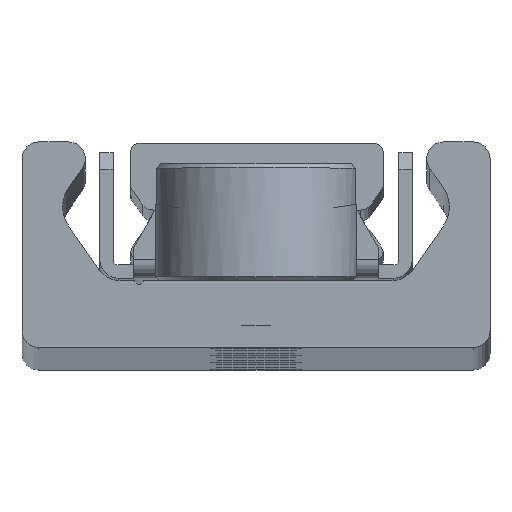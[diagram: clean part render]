
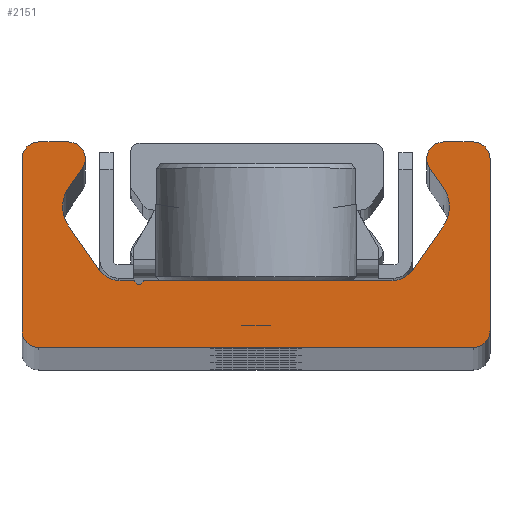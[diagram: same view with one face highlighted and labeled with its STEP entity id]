
A CAD part, top view. The second image highlights one B-rep face of the part: STEP entity #2151.
In plain terms, the highlighted planar face has unit normal (0, 0, 1).
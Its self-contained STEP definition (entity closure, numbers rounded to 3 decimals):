
#1251=CARTESIAN_POINT('',(-13.0,0.0,770.0));
#1252=VERTEX_POINT('',#1251);
#1253=CARTESIAN_POINT('',(-14.,1.0,770.0));
#1254=VERTEX_POINT('',#1253);
#1255=CARTESIAN_POINT('',(-13.0,1.0,770.0));
#1256=DIRECTION('',(0.0,0.0,-1.0));
#1257=DIRECTION('',(-1.0,0.0,0.0));
#1258=AXIS2_PLACEMENT_3D('',#1255,#1256,#1257);
#1259=CIRCLE('',#1258,1.0);
#1260=EDGE_CURVE('',#1252,#1254,#1259,.T.);
#1293=CARTESIAN_POINT('',(-14.,11.3,770.0));
#1294=VERTEX_POINT('',#1293);
#1295=CARTESIAN_POINT('',(-14.,1.0,770.0));
#1296=DIRECTION('',(0.0,1.0,0.0));
#1297=VECTOR('',#1296,10.3);
#1298=LINE('',#1295,#1297);
#1299=EDGE_CURVE('',#1254,#1294,#1298,.T.);
#1324=CARTESIAN_POINT('',(-13.0,12.3,770.0));
#1325=VERTEX_POINT('',#1324);
#1326=CARTESIAN_POINT('',(-13.0,11.3,770.0));
#1327=DIRECTION('',(0.0,0.0,-1.0));
#1328=DIRECTION('',(0.0,1.0,0.0));
#1329=AXIS2_PLACEMENT_3D('',#1326,#1327,#1328);
#1330=CIRCLE('',#1329,1.0);
#1331=EDGE_CURVE('',#1294,#1325,#1330,.T.);
#1357=CARTESIAN_POINT('',(-11.214,12.3,770.0));
#1358=VERTEX_POINT('',#1357);
#1359=CARTESIAN_POINT('',(-13.0,12.3,770.0));
#1360=DIRECTION('',(1.0,0.0,0.0));
#1361=VECTOR('',#1360,1.786);
#1362=LINE('',#1359,#1361);
#1363=EDGE_CURVE('',#1325,#1358,#1362,.T.);
#1388=CARTESIAN_POINT('',(-10.395,10.726,770.0));
#1389=VERTEX_POINT('',#1388);
#1390=CARTESIAN_POINT('',(-11.214,11.3,770.0));
#1391=DIRECTION('',(0.0,0.0,-1.0));
#1392=DIRECTION('',(0.819,-0.574,0.0));
#1393=AXIS2_PLACEMENT_3D('',#1390,#1391,#1392);
#1394=CIRCLE('',#1393,1.0);
#1395=EDGE_CURVE('',#1358,#1389,#1394,.T.);
#1421=CARTESIAN_POINT('',(-11.206,9.567,770.0));
#1422=VERTEX_POINT('',#1421);
#1423=CARTESIAN_POINT('',(-10.395,10.726,770.0));
#1424=DIRECTION('',(-0.574,-0.819,0.0));
#1425=VECTOR('',#1424,1.415);
#1426=LINE('',#1423,#1425);
#1427=EDGE_CURVE('',#1389,#1422,#1426,.T.);
#1452=CARTESIAN_POINT('',(-11.206,7.273,770.0));
#1453=VERTEX_POINT('',#1452);
#1454=CARTESIAN_POINT('',(-9.568,8.42,770.0));
#1455=DIRECTION('',(0.0,0.0,1.0));
#1456=DIRECTION('',(0.819,-0.574,0.0));
#1457=AXIS2_PLACEMENT_3D('',#1454,#1455,#1456);
#1458=CIRCLE('',#1457,2.0);
#1459=EDGE_CURVE('',#1422,#1453,#1458,.T.);
#1485=CARTESIAN_POINT('',(-9.363,4.64,770.0));
#1486=VERTEX_POINT('',#1485);
#1487=CARTESIAN_POINT('',(-11.206,7.273,770.0));
#1488=DIRECTION('',(0.574,-0.819,0.0));
#1489=VECTOR('',#1488,3.215);
#1490=LINE('',#1487,#1489);
#1491=EDGE_CURVE('',#1453,#1486,#1490,.T.);
#1516=CARTESIAN_POINT('',(-8.134,4.0,770.0));
#1517=VERTEX_POINT('',#1516);
#1518=CARTESIAN_POINT('',(-8.134,5.5,770.0));
#1519=DIRECTION('',(0.0,0.0,1.0));
#1520=DIRECTION('',(0.819,0.574,0.0));
#1521=AXIS2_PLACEMENT_3D('',#1518,#1519,#1520);
#1522=CIRCLE('',#1521,1.5);
#1523=EDGE_CURVE('',#1486,#1517,#1522,.T.);
#1549=CARTESIAN_POINT('',(-7.335,4.,770.0));
#1550=VERTEX_POINT('',#1549);
#1551=CARTESIAN_POINT('',(-8.134,4.0,770.0));
#1552=DIRECTION('',(1.0,0.0,0.0));
#1553=VECTOR('',#1552,0.798);
#1554=LINE('',#1551,#1553);
#1555=EDGE_CURVE('',#1517,#1550,#1554,.T.);
#1580=CARTESIAN_POINT('',(-7.24,3.929,770.0));
#1581=VERTEX_POINT('',#1580);
#1582=CARTESIAN_POINT('',(-7.335,3.9,770.0));
#1583=DIRECTION('',(0.0,0.0,-1.));
#1584=DIRECTION('',(0.958,0.286,0.0));
#1585=AXIS2_PLACEMENT_3D('',#1582,#1583,#1584);
#1586=CIRCLE('',#1585,0.1);
#1587=EDGE_CURVE('',#1550,#1581,#1586,.T.);
#1613=CARTESIAN_POINT('',(-6.76,3.929,770.0));
#1614=VERTEX_POINT('',#1613);
#1615=CARTESIAN_POINT('',(-7.,4.0,770.0));
#1616=DIRECTION('',(0.0,0.0,1.));
#1617=DIRECTION('',(0.958,0.286,0.0));
#1618=AXIS2_PLACEMENT_3D('',#1615,#1616,#1617);
#1619=CIRCLE('',#1618,0.25);
#1620=EDGE_CURVE('',#1581,#1614,#1619,.T.);
#1646=CARTESIAN_POINT('',(-6.665,4.,770.0));
#1647=VERTEX_POINT('',#1646);
#1648=CARTESIAN_POINT('',(-6.665,3.9,770.0));
#1649=DIRECTION('',(0.0,0.0,-1.0));
#1650=DIRECTION('',(0.0,1.0,0.0));
#1651=AXIS2_PLACEMENT_3D('',#1648,#1649,#1650);
#1652=CIRCLE('',#1651,0.1);
#1653=EDGE_CURVE('',#1614,#1647,#1652,.T.);
#1679=CARTESIAN_POINT('',(8.134,4.,770.0));
#1680=VERTEX_POINT('',#1679);
#1681=CARTESIAN_POINT('',(-6.665,4.,770.0));
#1682=DIRECTION('',(1.0,0.0,0.0));
#1683=VECTOR('',#1682,14.798);
#1684=LINE('',#1681,#1683);
#1685=EDGE_CURVE('',#1647,#1680,#1684,.T.);
#1746=CARTESIAN_POINT('',(9.363,4.64,770.0));
#1747=VERTEX_POINT('',#1746);
#1748=CARTESIAN_POINT('',(8.134,5.5,770.0));
#1749=DIRECTION('',(0.0,0.0,1.0));
#1750=DIRECTION('',(0.0,1.0,0.0));
#1751=AXIS2_PLACEMENT_3D('',#1748,#1749,#1750);
#1752=CIRCLE('',#1751,1.5);
#1753=EDGE_CURVE('',#1680,#1747,#1752,.T.);
#1779=CARTESIAN_POINT('',(11.206,7.273,770.0));
#1780=VERTEX_POINT('',#1779);
#1781=CARTESIAN_POINT('',(9.363,4.64,770.0));
#1782=DIRECTION('',(0.574,0.819,0.0));
#1783=VECTOR('',#1782,3.215);
#1784=LINE('',#1781,#1783);
#1785=EDGE_CURVE('',#1747,#1780,#1784,.T.);
#1810=CARTESIAN_POINT('',(11.206,9.567,770.0));
#1811=VERTEX_POINT('',#1810);
#1812=CARTESIAN_POINT('',(9.568,8.42,770.0));
#1813=DIRECTION('',(0.0,0.0,1.));
#1814=DIRECTION('',(-0.819,0.574,0.0));
#1815=AXIS2_PLACEMENT_3D('',#1812,#1813,#1814);
#1816=CIRCLE('',#1815,2.0);
#1817=EDGE_CURVE('',#1780,#1811,#1816,.T.);
#1843=CARTESIAN_POINT('',(10.395,10.726,770.0));
#1844=VERTEX_POINT('',#1843);
#1845=CARTESIAN_POINT('',(11.206,9.567,770.0));
#1846=DIRECTION('',(-0.574,0.819,0.0));
#1847=VECTOR('',#1846,1.415);
#1848=LINE('',#1845,#1847);
#1849=EDGE_CURVE('',#1811,#1844,#1848,.T.);
#1874=CARTESIAN_POINT('',(11.214,12.3,770.0));
#1875=VERTEX_POINT('',#1874);
#1876=CARTESIAN_POINT('',(11.214,11.3,770.0));
#1877=DIRECTION('',(0.0,0.0,-1.0));
#1878=DIRECTION('',(0.0,1.0,0.0));
#1879=AXIS2_PLACEMENT_3D('',#1876,#1877,#1878);
#1880=CIRCLE('',#1879,1.0);
#1881=EDGE_CURVE('',#1844,#1875,#1880,.T.);
#1907=CARTESIAN_POINT('',(13.0,12.3,770.0));
#1908=VERTEX_POINT('',#1907);
#1909=CARTESIAN_POINT('',(11.214,12.3,770.0));
#1910=DIRECTION('',(1.0,0.0,0.0));
#1911=VECTOR('',#1910,1.786);
#1912=LINE('',#1909,#1911);
#1913=EDGE_CURVE('',#1875,#1908,#1912,.T.);
#1938=CARTESIAN_POINT('',(14.,11.3,770.0));
#1939=VERTEX_POINT('',#1938);
#1940=CARTESIAN_POINT('',(13.0,11.3,770.0));
#1941=DIRECTION('',(0.0,0.0,-1.0));
#1942=DIRECTION('',(1.0,0.0,0.0));
#1943=AXIS2_PLACEMENT_3D('',#1940,#1941,#1942);
#1944=CIRCLE('',#1943,1.0);
#1945=EDGE_CURVE('',#1908,#1939,#1944,.T.);
#1971=CARTESIAN_POINT('',(14.,1.0,770.0));
#1972=VERTEX_POINT('',#1971);
#1973=CARTESIAN_POINT('',(14.,11.3,770.0));
#1974=DIRECTION('',(0.0,-1.0,0.0));
#1975=VECTOR('',#1974,10.3);
#1976=LINE('',#1973,#1975);
#1977=EDGE_CURVE('',#1939,#1972,#1976,.T.);
#2002=CARTESIAN_POINT('',(13.0,0.0,770.0));
#2003=VERTEX_POINT('',#2002);
#2004=CARTESIAN_POINT('',(13.0,1.0,770.0));
#2005=DIRECTION('',(0.0,0.0,-1.0));
#2006=DIRECTION('',(0.0,-1.0,0.0));
#2007=AXIS2_PLACEMENT_3D('',#2004,#2005,#2006);
#2008=CIRCLE('',#2007,1.0);
#2009=EDGE_CURVE('',#1972,#2003,#2008,.T.);
#2035=CARTESIAN_POINT('',(13.0,0.0,770.0));
#2036=DIRECTION('',(-1.0,0.0,0.0));
#2037=VECTOR('',#2036,26.0);
#2038=LINE('',#2035,#2037);
#2039=EDGE_CURVE('',#2003,#1252,#2038,.T.);
#2120=CARTESIAN_POINT('',(-0.017,4.731,770.0));
#2121=DIRECTION('',(0.0,0.0,1.0));
#2122=DIRECTION('',(1.0,0.0,0.0));
#2123=AXIS2_PLACEMENT_3D('',#2120,#2121,#2122);
#2124=PLANE('',#2123);
#2125=ORIENTED_EDGE('',*,*,#1260,.F.);
#2126=ORIENTED_EDGE('',*,*,#2039,.F.);
#2127=ORIENTED_EDGE('',*,*,#2009,.F.);
#2128=ORIENTED_EDGE('',*,*,#1977,.F.);
#2129=ORIENTED_EDGE('',*,*,#1945,.F.);
#2130=ORIENTED_EDGE('',*,*,#1913,.F.);
#2131=ORIENTED_EDGE('',*,*,#1881,.F.);
#2132=ORIENTED_EDGE('',*,*,#1849,.F.);
#2133=ORIENTED_EDGE('',*,*,#1817,.F.);
#2134=ORIENTED_EDGE('',*,*,#1785,.F.);
#2135=ORIENTED_EDGE('',*,*,#1753,.F.);
#2136=ORIENTED_EDGE('',*,*,#1685,.F.);
#2137=ORIENTED_EDGE('',*,*,#1653,.F.);
#2138=ORIENTED_EDGE('',*,*,#1620,.F.);
#2139=ORIENTED_EDGE('',*,*,#1587,.F.);
#2140=ORIENTED_EDGE('',*,*,#1555,.F.);
#2141=ORIENTED_EDGE('',*,*,#1523,.F.);
#2142=ORIENTED_EDGE('',*,*,#1491,.F.);
#2143=ORIENTED_EDGE('',*,*,#1459,.F.);
#2144=ORIENTED_EDGE('',*,*,#1427,.F.);
#2145=ORIENTED_EDGE('',*,*,#1395,.F.);
#2146=ORIENTED_EDGE('',*,*,#1363,.F.);
#2147=ORIENTED_EDGE('',*,*,#1331,.F.);
#2148=ORIENTED_EDGE('',*,*,#1299,.F.);
#2149=EDGE_LOOP('',(#2125,#2126,#2127,#2128,#2129,#2130,#2131,#2132,#2133,#2134,#2135,#2136,#2137,#2138,#2139,#2140,#2141,#2142,#2143,#2144,#2145,#2146,#2147,#2148));
#2150=FACE_OUTER_BOUND('',#2149,.T.);
#2151=ADVANCED_FACE('',(#2150),#2124,.T.);
